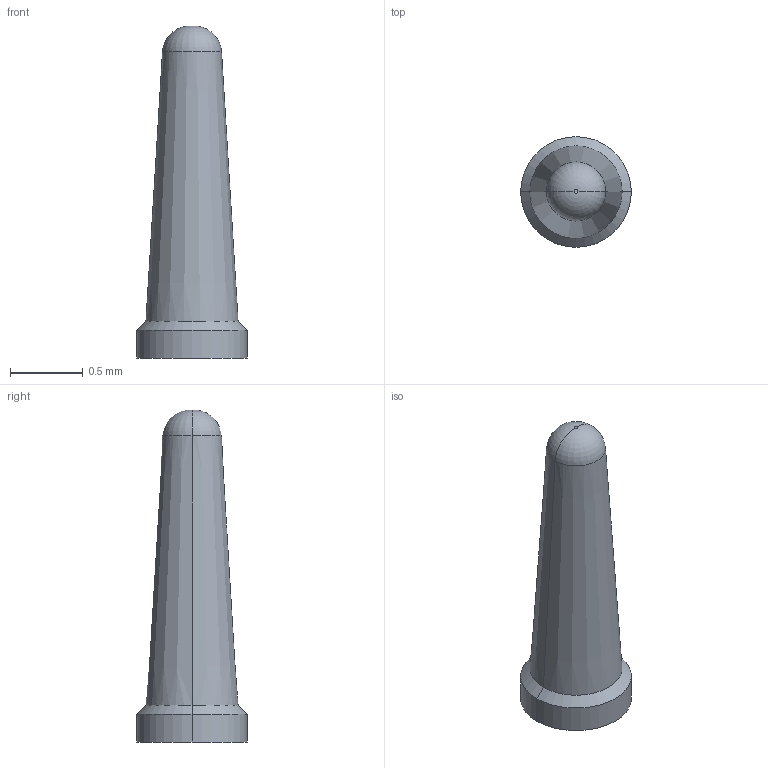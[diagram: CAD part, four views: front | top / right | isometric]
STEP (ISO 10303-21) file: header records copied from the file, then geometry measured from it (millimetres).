
FILE_DESCRIPTION (( 'STEP AP214' ), '1' );
FILE_NAME ('NEURALYNX_LARGE-GOLD-PIN.STEP', '2022-01-26T16:51:49', ( '' ), ( '' ), 'SwSTEP 2.0', 'SolidWorks 2019', '' );
FILE_SCHEMA (( 'AUTOMOTIVE_DESIGN' ));
Length unit declared in the file: millimetre
Products named in the file (1): NEURALYNX_LARGE-GOLD-PIN
Bounding box: 0.76 x 0.76 x 2.29 mm (x, y, z)
Volume: 0.5 mm3; surface area: 4.6 mm2
Topology: 1 solids, 1 shells, 14 faces, 28 edges, 15 vertices
Faces by surface type: cone 6, cylinder 4, torus 2, plane 2
Entity records: 538 total; most frequent: DIRECTION 72, CARTESIAN_POINT 56, ORIENTED_EDGE 52, AXIS2_PLACEMENT_3D 31, EDGE_CURVE 26, UNCERTAINTY_MEASURE_WITH_UNIT 17, COLOUR_RGB 16, SURFACE_SIDE_STYLE 16
